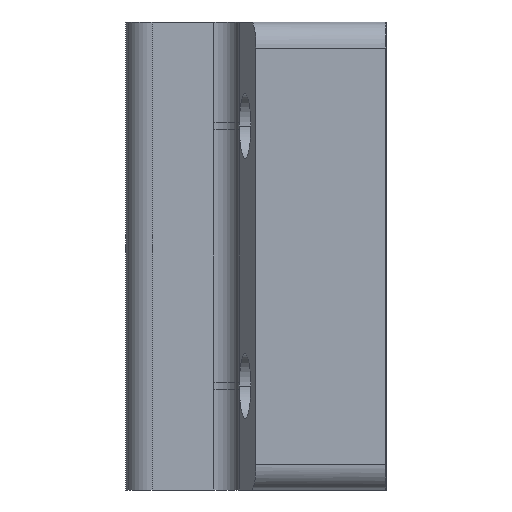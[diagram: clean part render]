
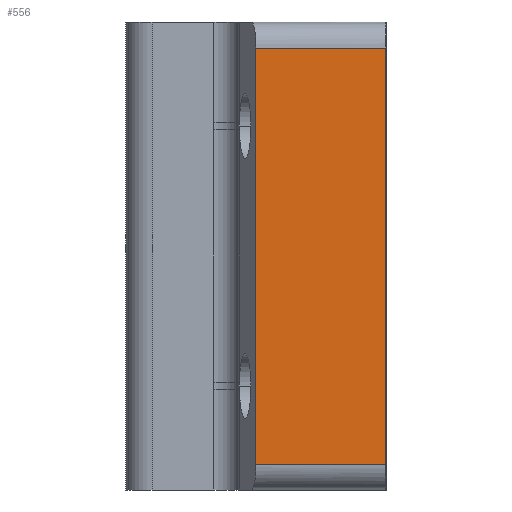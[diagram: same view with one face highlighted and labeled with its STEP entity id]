
A CAD part, left-side view. The second image highlights one B-rep face of the part: STEP entity #556.
In plain terms, the highlighted planar face has unit normal (-1, 0, 0).
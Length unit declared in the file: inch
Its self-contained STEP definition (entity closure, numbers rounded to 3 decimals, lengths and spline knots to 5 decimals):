
#125 = LINE ( 'NONE', #510, #1112 ) ;
#135 = DIRECTION ( 'NONE',  ( 0., 0., 1. ) ) ;
#186 = VERTEX_POINT ( 'NONE', #1469 ) ;
#199 = EDGE_CURVE ( 'NONE', #547, #1500, #470, .T. ) ;
#238 = CARTESIAN_POINT ( 'NONE',  ( -0.5625, 0.25, -0.05 ) ) ;
#376 = DIRECTION ( 'NONE',  ( 0., -1., 0. ) ) ;
#470 = LINE ( 'NONE', #1283, #1152 ) ;
#489 = VECTOR ( 'NONE', #503, 39.37008 ) ;
#503 = DIRECTION ( 'NONE',  ( 0., 1., 0. ) ) ;
#510 = CARTESIAN_POINT ( 'NONE',  ( -0.5625, 0., -0.85 ) ) ;
#547 = VERTEX_POINT ( 'NONE', #1595 ) ;
#556 = ADVANCED_FACE ( 'NONE', ( #1355 ), #655, .T. ) ;
#655 = PLANE ( 'NONE',  #842 ) ;
#706 = ORIENTED_EDGE ( 'NONE', *, *, #780, .T. ) ;
#780 = EDGE_CURVE ( 'NONE', #547, #186, #125, .T. ) ;
#807 = LINE ( 'NONE', #1077, #1473 ) ;
#842 = AXIS2_PLACEMENT_3D ( 'NONE', #1456, #1190, #376 ) ;
#1060 = ORIENTED_EDGE ( 'NONE', *, *, #1151, .T. ) ;
#1077 = CARTESIAN_POINT ( 'NONE',  ( -0.5625, 0., -0.9 ) ) ;
#1112 = VECTOR ( 'NONE', #1455, 39.37008 ) ;
#1151 = EDGE_CURVE ( 'NONE', #186, #1345, #807, .T. ) ;
#1152 = VECTOR ( 'NONE', #1412, 39.37008 ) ;
#1170 = LINE ( 'NONE', #1445, #489 ) ;
#1190 = DIRECTION ( 'NONE',  ( -1., 0., 0. ) ) ;
#1283 = CARTESIAN_POINT ( 'NONE',  ( -0.5625, 0.25, -0.9 ) ) ;
#1342 = EDGE_CURVE ( 'NONE', #1345, #1500, #1170, .T. ) ;
#1345 = VERTEX_POINT ( 'NONE', #1713 ) ;
#1355 = FACE_OUTER_BOUND ( 'NONE', #1731, .T. ) ;
#1412 = DIRECTION ( 'NONE',  ( 0., 0., 1. ) ) ;
#1445 = CARTESIAN_POINT ( 'NONE',  ( -0.5625, 0.25, -0.05 ) ) ;
#1455 = DIRECTION ( 'NONE',  ( 0., -1., 0. ) ) ;
#1456 = CARTESIAN_POINT ( 'NONE',  ( -0.5625, 0.25, -0.9 ) ) ;
#1469 = CARTESIAN_POINT ( 'NONE',  ( -0.5625, 0., -0.85 ) ) ;
#1473 = VECTOR ( 'NONE', #135, 39.37008 ) ;
#1500 = VERTEX_POINT ( 'NONE', #238 ) ;
#1595 = CARTESIAN_POINT ( 'NONE',  ( -0.5625, 0.25, -0.85 ) ) ;
#1644 = ORIENTED_EDGE ( 'NONE', *, *, #199, .F. ) ;
#1668 = ORIENTED_EDGE ( 'NONE', *, *, #1342, .T. ) ;
#1713 = CARTESIAN_POINT ( 'NONE',  ( -0.5625, 0., -0.05 ) ) ;
#1731 = EDGE_LOOP ( 'NONE', ( #1644, #706, #1060, #1668 ) ) ;
